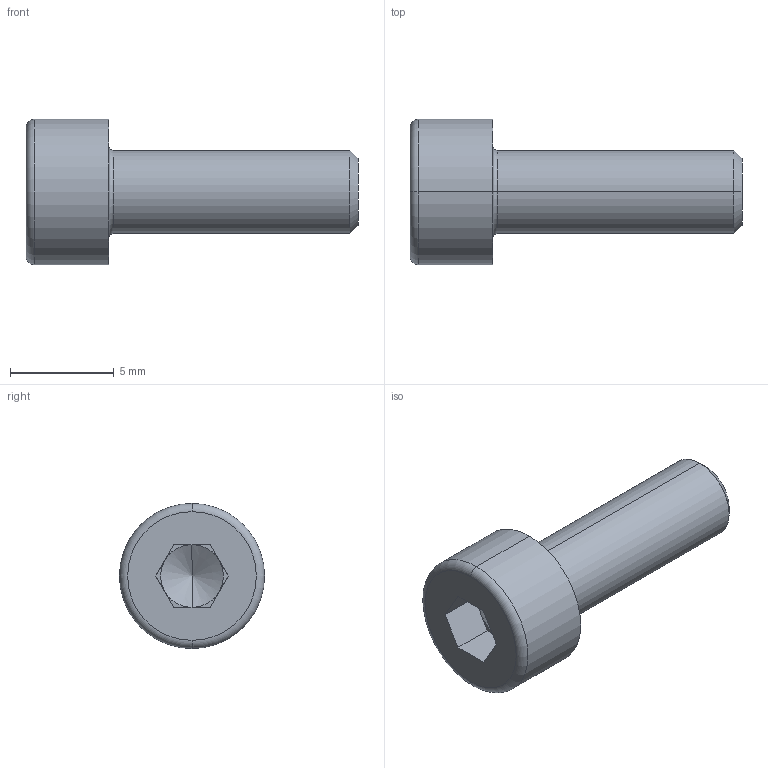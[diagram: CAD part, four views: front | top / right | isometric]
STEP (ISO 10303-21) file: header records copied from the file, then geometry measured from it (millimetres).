
FILE_DESCRIPTION (( 'STEP AP214' ), '1' );
FILE_NAME ('101000036752.STEP', '2025-11-04T06:49:41', ( 'Microsoft' ), ( 'Microsoft' ), 'SwSTEP 2.0', 'SolidWorks 2025', '' );
FILE_SCHEMA (( 'AUTOMOTIVE_DESIGN' ));
Length unit declared in the file: millimetre
Products named in the file (1): 101000036752
Bounding box: 16 x 7 x 7 mm (x, y, z)
Volume: 285.3 mm3; surface area: 329.8 mm2
Topology: 1 solids, 1 shells, 29 faces, 66 edges, 39 vertices
Faces by surface type: plane 15, cone 6, torus 4, cylinder 4
Entity records: 823 total; most frequent: DIRECTION 154, CARTESIAN_POINT 133, ORIENTED_EDGE 128, EDGE_CURVE 64, AXIS2_PLACEMENT_3D 60, VERTEX_POINT 39, LINE 34, VECTOR 34
